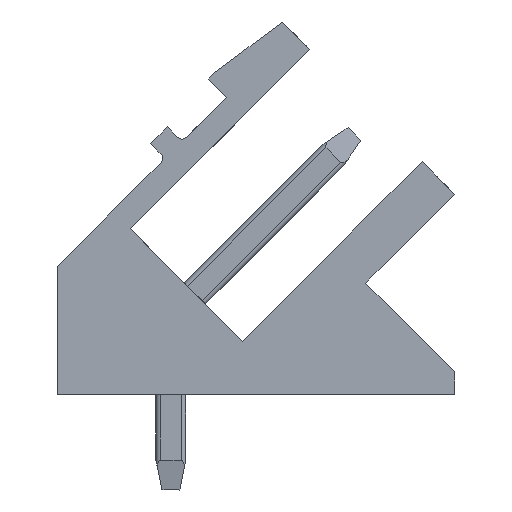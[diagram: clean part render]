
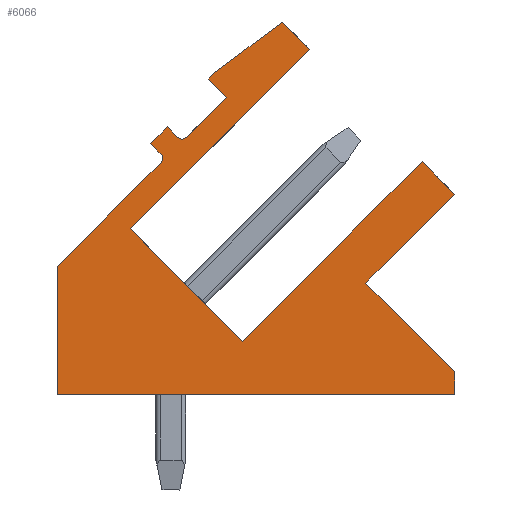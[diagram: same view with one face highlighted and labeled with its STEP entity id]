
A CAD part, left-side view. The second image highlights one B-rep face of the part: STEP entity #6066.
In plain terms, the highlighted planar face has unit normal (-1, 0, 0).
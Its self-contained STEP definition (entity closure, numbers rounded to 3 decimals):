
#5348=AXIS2_PLACEMENT_3D('Circle Axis2P3D',#5346,#5347,$) ;
#6037=AXIS2_PLACEMENT_3D('Plane Axis2P3D',#6034,#6035,#6036) ;
#6041=AXIS2_PLACEMENT_3D('Circle Axis2P3D',#6039,#6040,$) ;
#213=CARTESIAN_POINT('Vertex',(0.,8.98,11.809)) ;
#216=CARTESIAN_POINT('Line Origine',(0.,8.309,12.481)) ;
#220=CARTESIAN_POINT('Vertex',(0.,7.637,13.153)) ;
#935=CARTESIAN_POINT('Vertex',(0.,4.851,14.751)) ;
#938=CARTESIAN_POINT('Line Origine',(0.,7.856,11.746)) ;
#942=CARTESIAN_POINT('Vertex',(0.,10.861,8.74)) ;
#1031=CARTESIAN_POINT('Vertex',(0.,5.77,15.67)) ;
#1034=CARTESIAN_POINT('Line Origine',(0.,5.31,15.21)) ;
#1676=CARTESIAN_POINT('Line Origine',(0.,7.941,13.457)) ;
#1680=CARTESIAN_POINT('Vertex',(0.,8.245,13.761)) ;
#2398=CARTESIAN_POINT('Line Origine',(0.,8.98,6.859)) ;
#2402=CARTESIAN_POINT('Vertex',(0.,7.099,4.979)) ;
#3804=CARTESIAN_POINT('Line Origine',(0.,8.139,13.867)) ;
#3808=CARTESIAN_POINT('Vertex',(0.,8.033,13.973)) ;
#3828=CARTESIAN_POINT('Line Origine',(0.,4.094,7.984)) ;
#3832=CARTESIAN_POINT('Vertex',(0.,1.089,10.989)) ;
#4435=CARTESIAN_POINT('Line Origine',(0.,0.544,10.444)) ;
#4439=CARTESIAN_POINT('Vertex',(0.,0.,9.9)) ;
#4481=CARTESIAN_POINT('Line Origine',(0.,1.485,8.415)) ;
#4485=CARTESIAN_POINT('Vertex',(0.,2.97,6.93)) ;
#4505=CARTESIAN_POINT('Line Origine',(0.,1.485,5.445)) ;
#4509=CARTESIAN_POINT('Vertex',(0.,0.,3.96)) ;
#4529=CARTESIAN_POINT('Line Origine',(0.,0.,3.58)) ;
#4533=CARTESIAN_POINT('Vertex',(0.,0.,3.2)) ;
#4553=CARTESIAN_POINT('Line Origine',(0.,6.65,3.2)) ;
#4557=CARTESIAN_POINT('Vertex',(0.,13.3,3.2)) ;
#5303=CARTESIAN_POINT('Line Origine',(0.,13.3,5.345)) ;
#5307=CARTESIAN_POINT('Vertex',(0.,13.3,7.489)) ;
#5322=CARTESIAN_POINT('Line Origine',(0.,11.564,9.225)) ;
#5326=CARTESIAN_POINT('Vertex',(0.,9.829,10.961)) ;
#5346=CARTESIAN_POINT('Axis2P3D Location',(0.,9.97,11.102)) ;
#5350=CARTESIAN_POINT('Vertex',(0.,9.829,11.244)) ;
#5370=CARTESIAN_POINT('Line Origine',(0.,10.006,11.42)) ;
#5374=CARTESIAN_POINT('Vertex',(0.,10.182,11.597)) ;
#5394=CARTESIAN_POINT('Line Origine',(0.,9.899,11.88)) ;
#5398=CARTESIAN_POINT('Vertex',(0.,9.617,12.163)) ;
#5418=CARTESIAN_POINT('Line Origine',(0.,9.44,11.986)) ;
#5422=CARTESIAN_POINT('Vertex',(0.,9.263,11.809)) ;
#5562=CARTESIAN_POINT('Line Origine',(0.,6.901,14.821)) ;
#6034=CARTESIAN_POINT('Axis2P3D Location',(0.,0.,0.)) ;
#6039=CARTESIAN_POINT('Axis2P3D Location',(0.,9.122,11.951)) ;
#217=DIRECTION('Vector Direction',(0.,-0.707,0.707)) ;
#939=DIRECTION('Vector Direction',(0.,0.707,-0.707)) ;
#1035=DIRECTION('Vector Direction',(0.,-0.707,-0.707)) ;
#1677=DIRECTION('Vector Direction',(0.,0.707,0.707)) ;
#2399=DIRECTION('Vector Direction',(0.,-0.707,-0.707)) ;
#3805=DIRECTION('Vector Direction',(0.,-0.707,0.707)) ;
#3829=DIRECTION('Vector Direction',(0.,-0.707,0.707)) ;
#4436=DIRECTION('Vector Direction',(0.,-0.707,-0.707)) ;
#4482=DIRECTION('Vector Direction',(0.,0.707,-0.707)) ;
#4506=DIRECTION('Vector Direction',(0.,-0.707,-0.707)) ;
#4530=DIRECTION('Vector Direction',(0.,0.,-1.)) ;
#4554=DIRECTION('Vector Direction',(0.,1.,0.)) ;
#5304=DIRECTION('Vector Direction',(0.,0.,1.)) ;
#5323=DIRECTION('Vector Direction',(0.,-0.707,0.707)) ;
#5347=DIRECTION('Axis2P3D Direction',(-1.,0.,0.)) ;
#5371=DIRECTION('Vector Direction',(0.,0.707,0.707)) ;
#5395=DIRECTION('Vector Direction',(0.,-0.707,0.707)) ;
#5419=DIRECTION('Vector Direction',(0.,-0.707,-0.707)) ;
#5563=DIRECTION('Vector Direction',(0.,-0.8,0.6)) ;
#6035=DIRECTION('Axis2P3D Direction',(-1.,0.,0.)) ;
#6036=DIRECTION('Axis2P3D XDirection',(0.,0.,1.)) ;
#6040=DIRECTION('Axis2P3D Direction',(-1.,0.,0.)) ;
#218=VECTOR('Line Direction',#217,1.) ;
#940=VECTOR('Line Direction',#939,1.) ;
#1036=VECTOR('Line Direction',#1035,1.) ;
#1678=VECTOR('Line Direction',#1677,1.) ;
#2400=VECTOR('Line Direction',#2399,1.) ;
#3806=VECTOR('Line Direction',#3805,1.) ;
#3830=VECTOR('Line Direction',#3829,1.) ;
#4437=VECTOR('Line Direction',#4436,1.) ;
#4483=VECTOR('Line Direction',#4482,1.) ;
#4507=VECTOR('Line Direction',#4506,1.) ;
#4531=VECTOR('Line Direction',#4530,1.) ;
#4555=VECTOR('Line Direction',#4554,1.) ;
#5305=VECTOR('Line Direction',#5304,1.) ;
#5324=VECTOR('Line Direction',#5323,1.) ;
#5372=VECTOR('Line Direction',#5371,1.) ;
#5396=VECTOR('Line Direction',#5395,1.) ;
#5420=VECTOR('Line Direction',#5419,1.) ;
#5564=VECTOR('Line Direction',#5563,1.) ;
#6045=ORIENTED_EDGE('',*,*,#2404,.T.) ;
#6046=ORIENTED_EDGE('',*,*,#944,.T.) ;
#6047=ORIENTED_EDGE('',*,*,#1038,.T.) ;
#6048=ORIENTED_EDGE('',*,*,#5566,.T.) ;
#6049=ORIENTED_EDGE('',*,*,#3810,.T.) ;
#6050=ORIENTED_EDGE('',*,*,#1682,.T.) ;
#6051=ORIENTED_EDGE('',*,*,#222,.T.) ;
#6052=ORIENTED_EDGE('',*,*,#6043,.T.) ;
#6053=ORIENTED_EDGE('',*,*,#5424,.T.) ;
#6054=ORIENTED_EDGE('',*,*,#5400,.T.) ;
#6055=ORIENTED_EDGE('',*,*,#5376,.T.) ;
#6056=ORIENTED_EDGE('',*,*,#5352,.T.) ;
#6057=ORIENTED_EDGE('',*,*,#5328,.T.) ;
#6058=ORIENTED_EDGE('',*,*,#5309,.T.) ;
#6059=ORIENTED_EDGE('',*,*,#4559,.T.) ;
#6060=ORIENTED_EDGE('',*,*,#4535,.T.) ;
#6061=ORIENTED_EDGE('',*,*,#4511,.T.) ;
#6062=ORIENTED_EDGE('',*,*,#4487,.T.) ;
#6063=ORIENTED_EDGE('',*,*,#4441,.T.) ;
#6064=ORIENTED_EDGE('',*,*,#3834,.T.) ;
#6066=ADVANCED_FACE('Housing',(#6065),#6038,.T.) ;
#5349=CIRCLE('generated circle',#5348,0.2) ;
#6042=CIRCLE('generated circle',#6041,0.2) ;
#222=EDGE_CURVE('',#221,#214,#219,.F.) ;
#944=EDGE_CURVE('',#943,#936,#941,.F.) ;
#1038=EDGE_CURVE('',#936,#1032,#1037,.F.) ;
#1682=EDGE_CURVE('',#1681,#221,#1679,.F.) ;
#2404=EDGE_CURVE('',#2403,#943,#2401,.F.) ;
#3810=EDGE_CURVE('',#3809,#1681,#3807,.F.) ;
#3834=EDGE_CURVE('',#3833,#2403,#3831,.F.) ;
#4441=EDGE_CURVE('',#4440,#3833,#4438,.F.) ;
#4487=EDGE_CURVE('',#4486,#4440,#4484,.F.) ;
#4511=EDGE_CURVE('',#4510,#4486,#4508,.F.) ;
#4535=EDGE_CURVE('',#4534,#4510,#4532,.F.) ;
#4559=EDGE_CURVE('',#4558,#4534,#4556,.F.) ;
#5309=EDGE_CURVE('',#5308,#4558,#5306,.F.) ;
#5328=EDGE_CURVE('',#5327,#5308,#5325,.F.) ;
#5352=EDGE_CURVE('',#5351,#5327,#5349,.F.) ;
#5376=EDGE_CURVE('',#5375,#5351,#5373,.F.) ;
#5400=EDGE_CURVE('',#5399,#5375,#5397,.F.) ;
#5424=EDGE_CURVE('',#5423,#5399,#5421,.F.) ;
#5566=EDGE_CURVE('',#1032,#3809,#5565,.F.) ;
#6043=EDGE_CURVE('',#214,#5423,#6042,.F.) ;
#6044=EDGE_LOOP('',(#6045,#6046,#6047,#6048,#6049,#6050,#6051,#6052,#6053,#6054,#6055,#6056,#6057,#6058,#6059,#6060,#6061,#6062,#6063,#6064)) ;
#6065=FACE_OUTER_BOUND('',#6044,.T.) ;
#219=LINE('Line',#216,#218) ;
#941=LINE('Line',#938,#940) ;
#1037=LINE('Line',#1034,#1036) ;
#1679=LINE('Line',#1676,#1678) ;
#2401=LINE('Line',#2398,#2400) ;
#3807=LINE('Line',#3804,#3806) ;
#3831=LINE('Line',#3828,#3830) ;
#4438=LINE('Line',#4435,#4437) ;
#4484=LINE('Line',#4481,#4483) ;
#4508=LINE('Line',#4505,#4507) ;
#4532=LINE('Line',#4529,#4531) ;
#4556=LINE('Line',#4553,#4555) ;
#5306=LINE('Line',#5303,#5305) ;
#5325=LINE('Line',#5322,#5324) ;
#5373=LINE('Line',#5370,#5372) ;
#5397=LINE('Line',#5394,#5396) ;
#5421=LINE('Line',#5418,#5420) ;
#5565=LINE('Line',#5562,#5564) ;
#6038=PLANE('',#6037) ;
#214=VERTEX_POINT('',#213) ;
#221=VERTEX_POINT('',#220) ;
#936=VERTEX_POINT('',#935) ;
#943=VERTEX_POINT('',#942) ;
#1032=VERTEX_POINT('',#1031) ;
#1681=VERTEX_POINT('',#1680) ;
#2403=VERTEX_POINT('',#2402) ;
#3809=VERTEX_POINT('',#3808) ;
#3833=VERTEX_POINT('',#3832) ;
#4440=VERTEX_POINT('',#4439) ;
#4486=VERTEX_POINT('',#4485) ;
#4510=VERTEX_POINT('',#4509) ;
#4534=VERTEX_POINT('',#4533) ;
#4558=VERTEX_POINT('',#4557) ;
#5308=VERTEX_POINT('',#5307) ;
#5327=VERTEX_POINT('',#5326) ;
#5351=VERTEX_POINT('',#5350) ;
#5375=VERTEX_POINT('',#5374) ;
#5399=VERTEX_POINT('',#5398) ;
#5423=VERTEX_POINT('',#5422) ;
